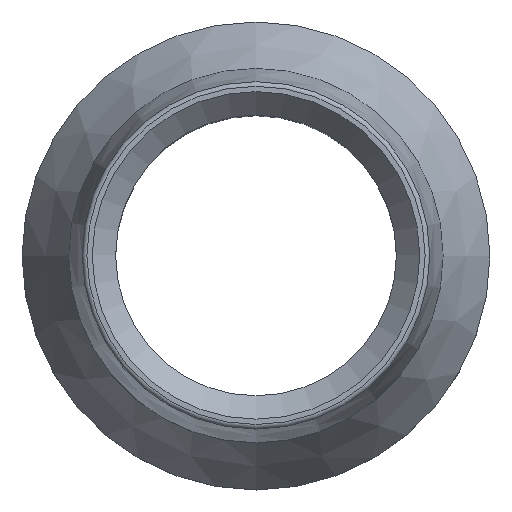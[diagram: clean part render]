
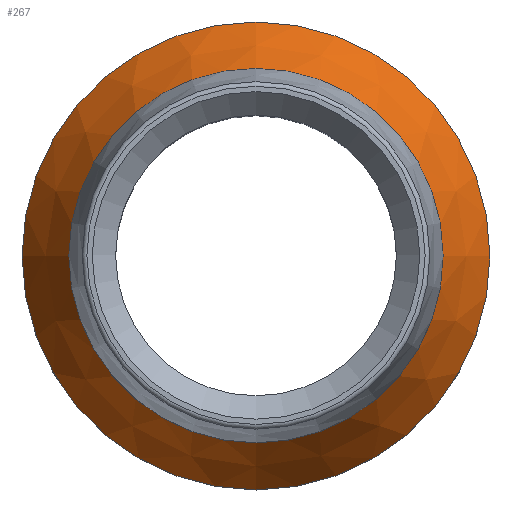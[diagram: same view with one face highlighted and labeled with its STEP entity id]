
A CAD part, top view. The second image highlights one B-rep face of the part: STEP entity #267.
In plain terms, the highlighted conical face has half-angle 30 degrees and reference radius 4.5 mm.
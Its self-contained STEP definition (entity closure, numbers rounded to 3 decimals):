
#209=CARTESIAN_POINT('',(0.0,5.0,2.768));
#210=VERTEX_POINT('',#209);
#211=CARTESIAN_POINT('',(0.0,0.0,2.768));
#212=DIRECTION('',(0.0,0.0,-1.0));
#213=DIRECTION('',(-1.0,0.0,0.0));
#214=AXIS2_PLACEMENT_3D('',#211,#212,#213);
#215=CIRCLE('',#214,5.0);
#216=EDGE_CURVE('',#210,#210,#215,.T.);
#241=CARTESIAN_POINT('',(0.0,4.0,4.5));
#242=VERTEX_POINT('',#241);
#243=CARTESIAN_POINT('',(0.0,0.0,4.5));
#244=DIRECTION('',(0.0,0.0,1.0));
#245=DIRECTION('',(0.0,1.0,0.0));
#246=AXIS2_PLACEMENT_3D('',#243,#244,#245);
#247=CIRCLE('',#246,4.0);
#248=EDGE_CURVE('',#242,#242,#247,.T.);
#256=CARTESIAN_POINT('',(0.0,0.0,3.634));
#257=DIRECTION('',(0.0,0.0,-1.0));
#258=DIRECTION('',(0.0,1.0,0.0));
#259=AXIS2_PLACEMENT_3D('',#256,#257,#258);
#260=CONICAL_SURFACE('',#259,4.5,30.);
#261=ORIENTED_EDGE('',*,*,#216,.F.);
#262=EDGE_LOOP('',(#261));
#263=FACE_OUTER_BOUND('',#262,.T.);
#264=ORIENTED_EDGE('',*,*,#248,.F.);
#265=EDGE_LOOP('',(#264));
#266=FACE_BOUND('',#265,.T.);
#267=ADVANCED_FACE('',(#263,#266),#260,.T.);
